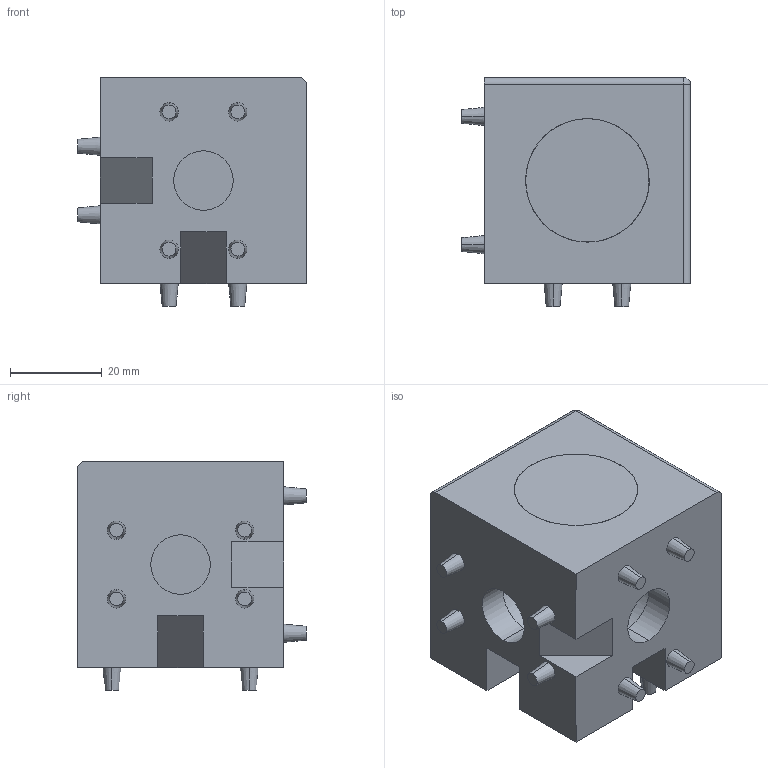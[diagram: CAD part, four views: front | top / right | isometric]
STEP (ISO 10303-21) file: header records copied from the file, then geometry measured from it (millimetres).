
FILE_DESCRIPTION (( 'STEP AP214' ), '1' );
FILE_NAME ('SNSD.30.52.94. 3-õ ñòîðîííèé ñîåäèíèòåëü 45õ45_D, ïàç 10(F66).STEP', '2018-09-12T12:04:53', ( '' ), ( '' ), 'SwSTEP 2.0', 'SolidWorks 2018', '' );
FILE_SCHEMA (( 'AUTOMOTIVE_DESIGN' ));
Length unit declared in the file: millimetre
Products named in the file (3): SNSD.30.52.94. 3-õ ñòîðîííèé ñîåäèíèòåëü 45õ45_D, ïàç 10(F66); SNSD.30.51.58. 青汶篪赅(E51)S166_00; SNSD.30.51.58. 3-õ ñòîðîííèé ñîåäèíèòåëü 45õ45, ïàç 10(E51)S166_00
Assembly tree (4 placements, depth 2):
  SNSD.30.52.94. 3-õ ñòîðîííèé ñîåäèíèòåëü 45õ45_D, ïàç 10(F66)
    SNSD.30.51.58. 3-õ ñòîðîííèé ñîåäèíèòåëü 45õ45, ïàç 10(E51)S166_00
    SNSD.30.51.58. 青汶篪赅(E51)S166_00  x3
Bounding box: 50 x 50 x 50 mm (x, y, z)
Volume: 57690.8 mm3; surface area: 21135.5 mm2
Topology: 4 solids, 4 shells, 184 faces, 462 edges, 302 vertices
Faces by surface type: plane 66, cone 63, cylinder 54, sphere 1
Entity records: 3746 total; most frequent: CARTESIAN_POINT 838, DIRECTION 612, ORIENTED_EDGE 566, EDGE_CURVE 283, AXIS2_PLACEMENT_3D 242, VERTEX_POINT 184, EDGE_LOOP 139, VECTOR 128
